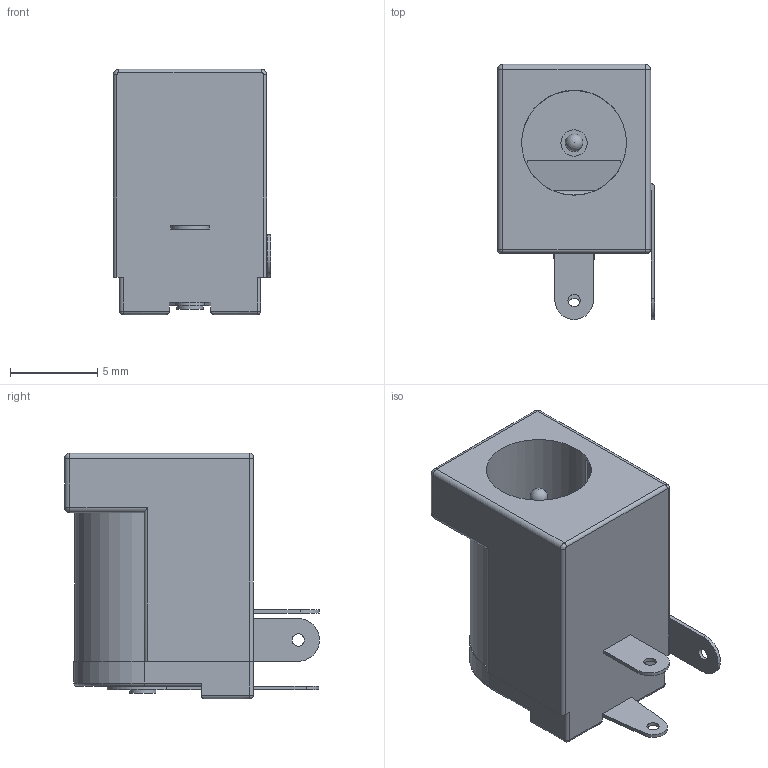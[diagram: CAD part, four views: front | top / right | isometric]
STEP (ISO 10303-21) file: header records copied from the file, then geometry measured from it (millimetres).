
FILE_DESCRIPTION(/* description */ (''),/* implementation_level */ '2;1');
FILE_NAME(/* name */ 'Power_Jack.step',/* time_stamp */ '2020-10-15T22:10:24+01:00',/* author */ (''),/* organization */ (''),/* preprocessor_version */ 'ST-DEVELOPER v18.1',/* originating_system */ 'Autodesk Translation Framework v9.3.0.1241',/* authorisation */ '');
FILE_SCHEMA (('AUTOMOTIVE_DESIGN { 1 0 10303 214 3 1 1 }'));
Length unit declared in the file: millimetre
Products named in the file (1): (Unsaved)
Bounding box: 8.98 x 14.58 x 14.04 mm (x, y, z)
Volume: 843.8 mm3; surface area: 1170.4 mm2
Topology: 1 solids, 1 shells, 102 faces, 244 edges, 149 vertices
Faces by surface type: plane 49, cylinder 42, sphere 8, bspline 2, torus 1
Full cylindrical faces by diameter (mm): 0.7 x3, 1 x1, 1.5 x2, 6 x1
Entity records: 3023 total; most frequent: CARTESIAN_POINT 528, DIRECTION 526, ORIENTED_EDGE 484, EDGE_CURVE 242, AXIS2_PLACEMENT_3D 185, LINE 156, VECTOR 156, VERTEX_POINT 149
